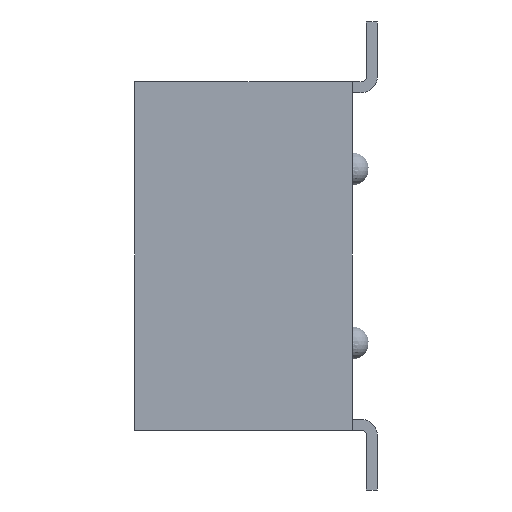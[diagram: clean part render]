
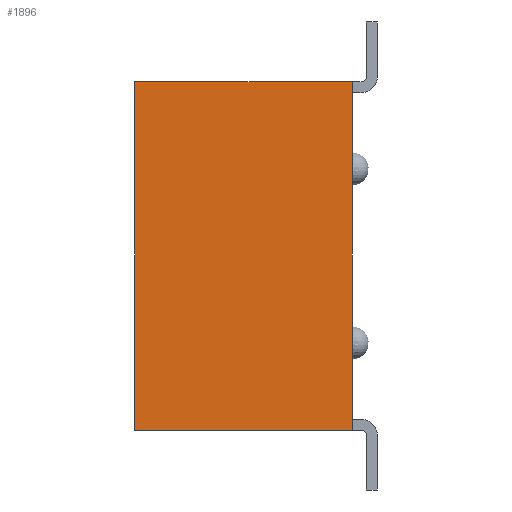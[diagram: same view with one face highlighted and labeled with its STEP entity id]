
A CAD part, left-side view. The second image highlights one B-rep face of the part: STEP entity #1896.
In plain terms, the highlighted planar face has unit normal (-1, 0, 0).
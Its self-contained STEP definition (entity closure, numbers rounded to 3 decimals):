
#1896=ADVANCED_FACE('',(#3868),#3869,.F.);
#3868=FACE_OUTER_BOUND('',#5833,.T.);
#3869=PLANE('',#5834);
#5833=EDGE_LOOP('',(#11707,#11708,#11709,#11710));
#5834=AXIS2_PLACEMENT_3D('',#11711,#11712,#11713);
#11707=ORIENTED_EDGE('',*,*,#14104,.T.);
#11708=ORIENTED_EDGE('',*,*,#14097,.F.);
#11709=ORIENTED_EDGE('',*,*,#12784,.F.);
#11710=ORIENTED_EDGE('',*,*,#14102,.F.);
#11711=CARTESIAN_POINT('',(0.0,0.0,4.064));
#11712=DIRECTION('',(1.0,0.0,0.0));
#11713=DIRECTION('',(0.0,0.0,-1.0));
#12784=EDGE_CURVE('',#15721,#15723,#15724,.T.);
#14097=EDGE_CURVE('',#15723,#17560,#17561,.T.);
#14102=EDGE_CURVE('',#17566,#15721,#17568,.T.);
#14104=EDGE_CURVE('',#17566,#17560,#17570,.T.);
#15721=VERTEX_POINT('',#19863);
#15723=VERTEX_POINT('',#19866);
#15724=LINE('',#19867,#19868);
#17560=VERTEX_POINT('',#22571);
#17561=LINE('',#22572,#22573);
#17566=VERTEX_POINT('',#22580);
#17568=LINE('',#22583,#22584);
#17570=LINE('',#22586,#22587);
#19863=CARTESIAN_POINT('',(0.0,-2.54,8.128));
#19866=CARTESIAN_POINT('',(0.0,-2.54,0.0));
#19867=CARTESIAN_POINT('',(0.0,-2.54,4.064));
#19868=VECTOR('',#23641,1.0);
#22571=CARTESIAN_POINT('',(0.0,2.54,0.0));
#22572=CARTESIAN_POINT('',(0.0,0.0,0.0));
#22573=VECTOR('',#24617,1.0);
#22580=CARTESIAN_POINT('',(0.0,2.54,8.128));
#22583=CARTESIAN_POINT('',(0.0,0.0,8.128));
#22584=VECTOR('',#24621,1.0);
#22586=CARTESIAN_POINT('',(0.0,2.54,4.064));
#22587=VECTOR('',#24622,1.0);
#23641=DIRECTION('',(0.0,0.0,-1.0));
#24617=DIRECTION('',(0.0,1.0,0.0));
#24621=DIRECTION('',(0.0,-1.0,0.0));
#24622=DIRECTION('',(0.0,0.0,-1.0));
